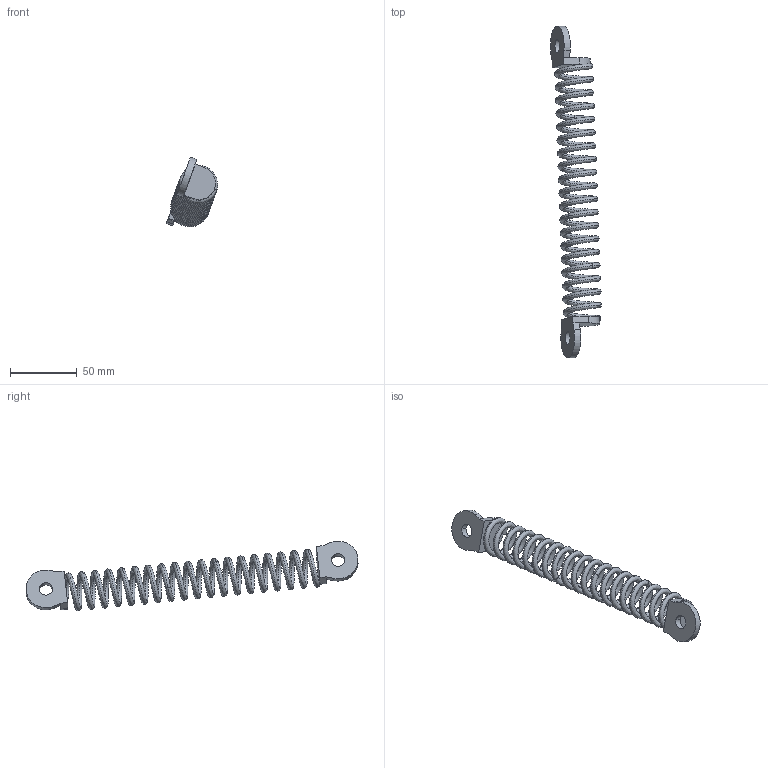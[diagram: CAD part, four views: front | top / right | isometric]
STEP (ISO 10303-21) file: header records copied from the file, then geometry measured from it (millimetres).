
FILE_DESCRIPTION(('CoCreate Modeling STEP Export'),'2;1');
FILE_NAME('b21.stp','2011-05-24T 9:45:04',(''),(''),'CoCreate Modeling STEP processor for AP214 (Solid Model)','CoCreate Modeling 18.0P1120 20-Nov-2010 (C) Parametric Technology GmbH','');
FILE_SCHEMA(('AUTOMOTIVE_DESIGN { 1 0 10303 214 1 1 1 1 }'));
Length unit declared in the file: millimetre
Products named in the file (2): 35093.PRT
Assembly tree (1 placements, depth 2):
  35093.PRT
    35093.PRT
Bounding box: 38.34 x 248.73 x 52.1 mm (x, y, z)
Volume: 29843.9 mm3; surface area: 24799 mm2
Topology: 1 solids, 1 shells, 36 faces, 88 edges, 54 vertices
Faces by surface type: plane 18, bspline 10, cylinder 8
Entity records: 10951 total; most frequent: CARTESIAN_POINT 10138, ORIENTED_EDGE 176, DIRECTION 128, EDGE_CURVE 88, VERTEX_POINT 54, VECTOR 44, LINE 44, AXIS2_PLACEMENT_3D 42
